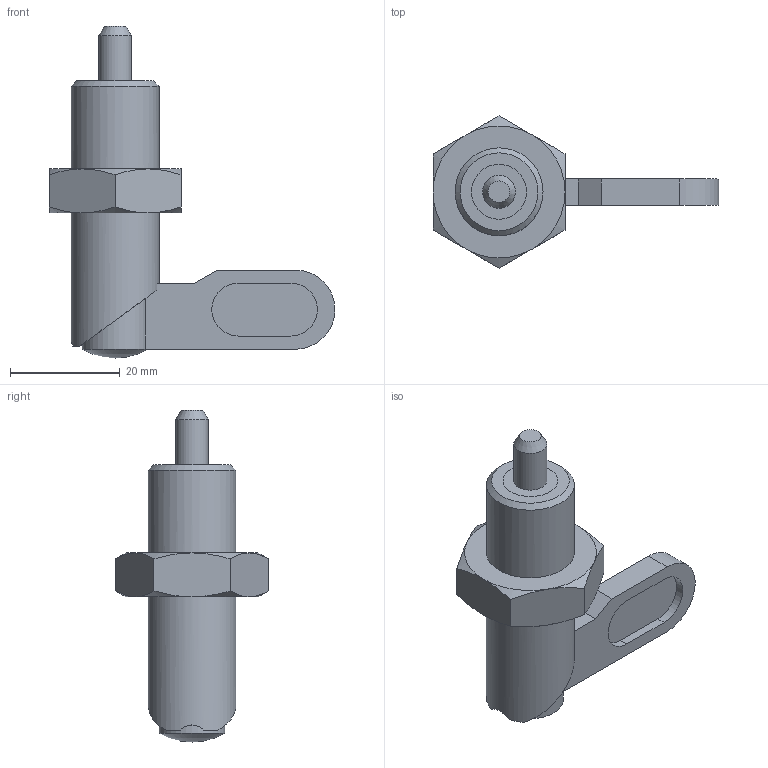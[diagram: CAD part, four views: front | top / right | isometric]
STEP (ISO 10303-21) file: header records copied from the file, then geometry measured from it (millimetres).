
FILE_DESCRIPTION( ( 'STEP AP214' ), '1' );
FILE_NAME( 'K0348.070616160.4.stp', '2020-12-03T14:03:19', ( '' ), ( '' ), ' ', 'PARTsolutions', ' ' );
FILE_SCHEMA( ( 'AUTOMOTIVE_DESIGN { 1 0 10303 214 1 1 1 1 }' ) );
Length unit declared in the file: millimetre
Products named in the file (4): K0348.070616160.4; _K0348_16_M 16 x 1,5_huelse; _6_16_Griff; _M 16 x 1,5_mutter
Assembly tree (3 placements, depth 2):
  K0348.070616160.4
    _K0348_16_M 16 x 1,5_huelse
    _6_16_Griff
    _M 16 x 1,5_mutter
Bounding box: 52 x 27.71 x 60.4 mm (x, y, z)
Volume: 12279.9 mm3; surface area: 8589.4 mm2
Topology: 3 solids, 3 shells, 63 faces, 138 edges, 86 vertices
Faces by surface type: plane 30, cylinder 16, cone 16, sphere 1
Full cylindrical faces by diameter (mm): 6 x3, 10 x2, 13 x1, 14.376 x1, 16 x1
Entity records: 2372 total; most frequent: CARTESIAN_POINT 493, DIRECTION 280, ORIENTED_EDGE 242, EDGE_CURVE 121, AXIS2_PLACEMENT_3D 120, EDGE_LOOP 85, VERTEX_POINT 83, FACE_OUTER_BOUND 71
